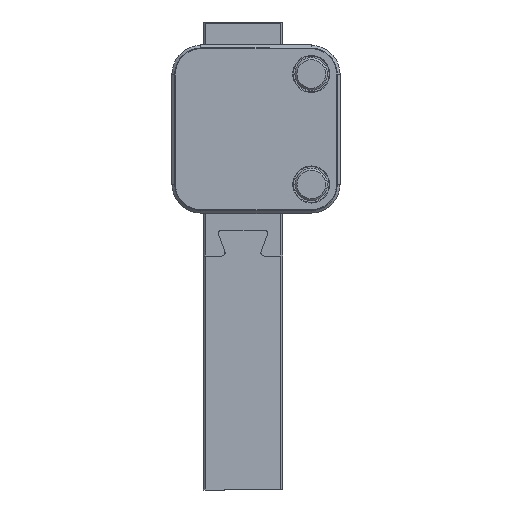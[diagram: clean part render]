
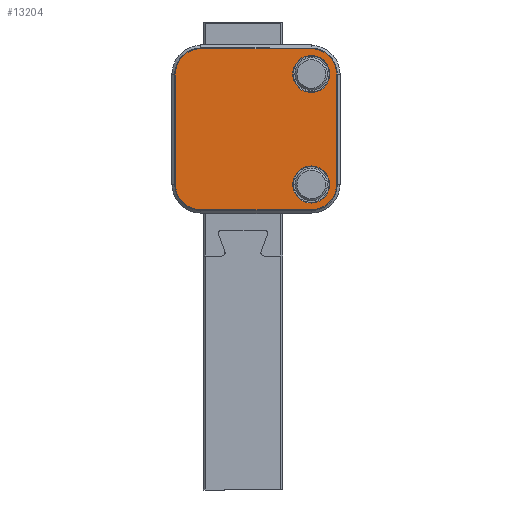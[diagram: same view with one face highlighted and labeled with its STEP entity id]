
A CAD part, front view. The second image highlights one B-rep face of the part: STEP entity #13204.
In plain terms, the highlighted face is planar.
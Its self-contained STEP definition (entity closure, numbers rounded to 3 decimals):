
#71 = CARTESIAN_POINT ( 'NONE',  ( -5.65, 0., 3. ) ) ;
#73 = CARTESIAN_POINT ( 'NONE',  ( -8.5, 0., 3. ) ) ;
#86 = EDGE_CURVE ( 'NONE', #4186, #7555, #10196, .T. ) ;
#313 = CARTESIAN_POINT ( 'NONE',  ( 5.65, 0., 3. ) ) ;
#329 = DIRECTION ( 'NONE',  ( 0., 0., 1. ) ) ;
#368 = ORIENTED_EDGE ( 'NONE', *, *, #2803, .T. ) ;
#898 = DIRECTION ( 'NONE',  ( 1., 0., 0. ) ) ;
#1138 = DIRECTION ( 'NONE',  ( 0., 0., -1. ) ) ;
#1432 = LINE ( 'NONE', #12166, #13651 ) ;
#1623 = CARTESIAN_POINT ( 'NONE',  ( 8.5, 17., 3. ) ) ;
#1728 = DIRECTION ( 'NONE',  ( -1., 0., 0. ) ) ;
#1778 = ORIENTED_EDGE ( 'NONE', *, *, #11606, .T. ) ;
#2029 = AXIS2_PLACEMENT_3D ( 'NONE', #14158, #6018, #12775 ) ;
#2290 = ORIENTED_EDGE ( 'NONE', *, *, #11523, .T. ) ;
#2379 = DIRECTION ( 'NONE',  ( 1., 0., 0. ) ) ;
#2384 = DIRECTION ( 'NONE',  ( 0., 0., -1. ) ) ;
#2633 = VERTEX_POINT ( 'NONE', #11988 ) ;
#2803 = EDGE_CURVE ( 'NONE', #12281, #13973, #13598, .T. ) ;
#2836 = CARTESIAN_POINT ( 'NONE',  ( -8.5, 20.9, 3. ) ) ;
#3198 = LINE ( 'NONE', #2836, #14323 ) ;
#3340 = EDGE_CURVE ( 'NONE', #6565, #9426, #3198, .T. ) ;
#3382 = AXIS2_PLACEMENT_3D ( 'NONE', #3433, #6857, #2379 ) ;
#3433 = CARTESIAN_POINT ( 'NONE',  ( -8.5, 0., 3. ) ) ;
#3730 = EDGE_CURVE ( 'NONE', #7555, #4186, #4848, .T. ) ;
#4075 = CARTESIAN_POINT ( 'NONE',  ( 8.5, -3.9, 3. ) ) ;
#4186 = VERTEX_POINT ( 'NONE', #313 ) ;
#4188 = VERTEX_POINT ( 'NONE', #8461 ) ;
#4206 = CARTESIAN_POINT ( 'NONE',  ( -8.5, 20.9, 3. ) ) ;
#4241 = ORIENTED_EDGE ( 'NONE', *, *, #7256, .T. ) ;
#4428 = ORIENTED_EDGE ( 'NONE', *, *, #86, .T. ) ;
#4445 = EDGE_LOOP ( 'NONE', ( #8540, #4428 ) ) ;
#4747 = AXIS2_PLACEMENT_3D ( 'NONE', #14112, #2384, #7445 ) ;
#4848 = CIRCLE ( 'NONE', #13052, 2.85 ) ;
#4980 = VECTOR ( 'NONE', #5282, 1000. ) ;
#5096 = VECTOR ( 'NONE', #14362, 1000. ) ;
#5282 = DIRECTION ( 'NONE',  ( 1., 0., 0. ) ) ;
#5361 = AXIS2_PLACEMENT_3D ( 'NONE', #73, #1138, #14057 ) ;
#5913 = ORIENTED_EDGE ( 'NONE', *, *, #11722, .T. ) ;
#5923 = VERTEX_POINT ( 'NONE', #11215 ) ;
#5971 = EDGE_CURVE ( 'NONE', #5923, #14703, #15139, .T. ) ;
#6018 = DIRECTION ( 'NONE',  ( 0., 0., 1. ) ) ;
#6066 = DIRECTION ( 'NONE',  ( 1., 0., 0. ) ) ;
#6373 = ORIENTED_EDGE ( 'NONE', *, *, #7641, .T. ) ;
#6565 = VERTEX_POINT ( 'NONE', #13795 ) ;
#6589 = LINE ( 'NONE', #9535, #5096 ) ;
#6814 = FACE_OUTER_BOUND ( 'NONE', #8135, .T. ) ;
#6857 = DIRECTION ( 'NONE',  ( 0., 0., 1. ) ) ;
#7256 = EDGE_CURVE ( 'NONE', #12297, #12281, #1432, .T. ) ;
#7274 = DIRECTION ( 'NONE',  ( 1., 0., 0. ) ) ;
#7445 = DIRECTION ( 'NONE',  ( 1., 0., 0. ) ) ;
#7542 = ORIENTED_EDGE ( 'NONE', *, *, #3340, .T. ) ;
#7555 = VERTEX_POINT ( 'NONE', #8218 ) ;
#7641 = EDGE_CURVE ( 'NONE', #14703, #2633, #6589, .T. ) ;
#7734 = VERTEX_POINT ( 'NONE', #71 ) ;
#7753 = AXIS2_PLACEMENT_3D ( 'NONE', #1623, #13520, #9920 ) ;
#7796 = ORIENTED_EDGE ( 'NONE', *, *, #9159, .T. ) ;
#7835 = DIRECTION ( 'NONE',  ( 0., 0., 1. ) ) ;
#7965 = PLANE ( 'NONE',  #2029 ) ;
#8014 = AXIS2_PLACEMENT_3D ( 'NONE', #13823, #7835, #898 ) ;
#8135 = EDGE_LOOP ( 'NONE', ( #6373, #9806, #7542, #5913, #4241, #368, #2290, #14705 ) ) ;
#8218 = CARTESIAN_POINT ( 'NONE',  ( 11.35, 0., 3. ) ) ;
#8421 = CARTESIAN_POINT ( 'NONE',  ( -8.5, 17., 3. ) ) ;
#8461 = CARTESIAN_POINT ( 'NONE',  ( -11.35, 0., 3. ) ) ;
#8476 = CARTESIAN_POINT ( 'NONE',  ( 8.5, 0., 3. ) ) ;
#8540 = ORIENTED_EDGE ( 'NONE', *, *, #3730, .T. ) ;
#8691 = CIRCLE ( 'NONE', #8945, 3.9 ) ;
#8903 = CIRCLE ( 'NONE', #7753, 3.9 ) ;
#8945 = AXIS2_PLACEMENT_3D ( 'NONE', #8421, #329, #6066 ) ;
#9159 = EDGE_CURVE ( 'NONE', #4188, #7734, #9356, .T. ) ;
#9356 = CIRCLE ( 'NONE', #4747, 2.85 ) ;
#9391 = DIRECTION ( 'NONE',  ( 0., 0., -1. ) ) ;
#9426 = VERTEX_POINT ( 'NONE', #4206 ) ;
#9535 = CARTESIAN_POINT ( 'NONE',  ( 12.4, 17., 3. ) ) ;
#9806 = ORIENTED_EDGE ( 'NONE', *, *, #11520, .T. ) ;
#9826 = CARTESIAN_POINT ( 'NONE',  ( 12.4, 0., 3. ) ) ;
#9920 = DIRECTION ( 'NONE',  ( 1., 0., 0. ) ) ;
#10006 = FACE_BOUND ( 'NONE', #13177, .T. ) ;
#10196 = CIRCLE ( 'NONE', #10854, 2.85 ) ;
#10779 = DIRECTION ( 'NONE',  ( 0., 0., -1. ) ) ;
#10854 = AXIS2_PLACEMENT_3D ( 'NONE', #8476, #10779, #7274 ) ;
#10969 = CARTESIAN_POINT ( 'NONE',  ( -8.5, -3.9, 3. ) ) ;
#11215 = CARTESIAN_POINT ( 'NONE',  ( 8.5, -3.9, 3. ) ) ;
#11520 = EDGE_CURVE ( 'NONE', #2633, #6565, #8903, .T. ) ;
#11523 = EDGE_CURVE ( 'NONE', #13973, #5923, #14807, .T. ) ;
#11606 = EDGE_CURVE ( 'NONE', #7734, #4188, #13684, .T. ) ;
#11722 = EDGE_CURVE ( 'NONE', #9426, #12297, #8691, .T. ) ;
#11988 = CARTESIAN_POINT ( 'NONE',  ( 12.4, 17., 3. ) ) ;
#12166 = CARTESIAN_POINT ( 'NONE',  ( -12.4, 0., 3. ) ) ;
#12281 = VERTEX_POINT ( 'NONE', #13014 ) ;
#12297 = VERTEX_POINT ( 'NONE', #13164 ) ;
#12775 = DIRECTION ( 'NONE',  ( 1., 0., 0. ) ) ;
#13014 = CARTESIAN_POINT ( 'NONE',  ( -12.4, 0., 3. ) ) ;
#13052 = AXIS2_PLACEMENT_3D ( 'NONE', #13148, #9391, #14120 ) ;
#13129 = FACE_BOUND ( 'NONE', #4445, .T. ) ;
#13148 = CARTESIAN_POINT ( 'NONE',  ( 8.5, 0., 3. ) ) ;
#13164 = CARTESIAN_POINT ( 'NONE',  ( -12.4, 17., 3. ) ) ;
#13177 = EDGE_LOOP ( 'NONE', ( #1778, #7796 ) ) ;
#13204 = ADVANCED_FACE ( 'NONE', ( #13129, #10006, #6814 ), #7965, .T. ) ;
#13357 = DIRECTION ( 'NONE',  ( 0., -1., 0. ) ) ;
#13520 = DIRECTION ( 'NONE',  ( 0., 0., 1. ) ) ;
#13598 = CIRCLE ( 'NONE', #3382, 3.9 ) ;
#13651 = VECTOR ( 'NONE', #13357, 1000. ) ;
#13684 = CIRCLE ( 'NONE', #5361, 2.85 ) ;
#13795 = CARTESIAN_POINT ( 'NONE',  ( 8.5, 20.9, 3. ) ) ;
#13823 = CARTESIAN_POINT ( 'NONE',  ( 8.5, 0., 3. ) ) ;
#13973 = VERTEX_POINT ( 'NONE', #10969 ) ;
#14057 = DIRECTION ( 'NONE',  ( 1., 0., 0. ) ) ;
#14112 = CARTESIAN_POINT ( 'NONE',  ( -8.5, 0., 3. ) ) ;
#14120 = DIRECTION ( 'NONE',  ( 1., 0., 0. ) ) ;
#14158 = CARTESIAN_POINT ( 'NONE',  ( 0., 0., 3. ) ) ;
#14323 = VECTOR ( 'NONE', #1728, 1000. ) ;
#14362 = DIRECTION ( 'NONE',  ( 0., 1., 0. ) ) ;
#14703 = VERTEX_POINT ( 'NONE', #9826 ) ;
#14705 = ORIENTED_EDGE ( 'NONE', *, *, #5971, .T. ) ;
#14807 = LINE ( 'NONE', #4075, #4980 ) ;
#15139 = CIRCLE ( 'NONE', #8014, 3.9 ) ;
